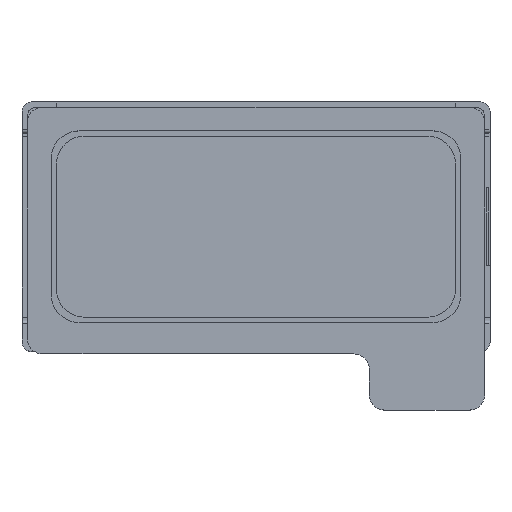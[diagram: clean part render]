
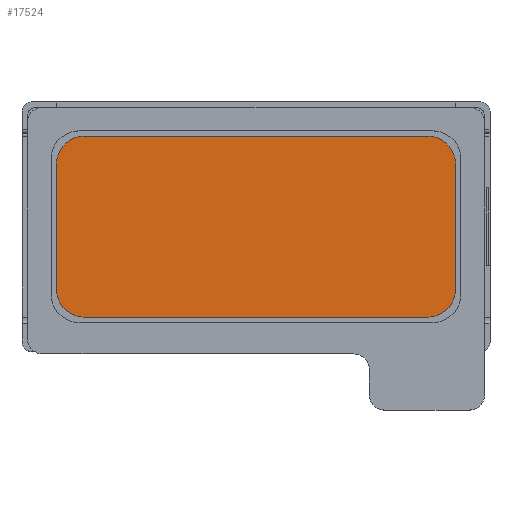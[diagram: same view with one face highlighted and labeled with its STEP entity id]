
A CAD part, top view. The second image highlights one B-rep face of the part: STEP entity #17524.
In plain terms, the highlighted planar face has unit normal (0, 0, 1).
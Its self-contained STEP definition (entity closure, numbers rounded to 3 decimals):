
#695 = CARTESIAN_POINT ( 'NONE',  ( -5.35, 1.85, 2.364 ) ) ;
#941 = AXIS2_PLACEMENT_3D ( 'NONE', #695, #17331, #13319 ) ;
#957 = VECTOR ( 'NONE', #15847, 1000. ) ;
#1130 = AXIS2_PLACEMENT_3D ( 'NONE', #16702, #12342, #11099 ) ;
#1504 = VERTEX_POINT ( 'NONE', #10561 ) ;
#1708 = CARTESIAN_POINT ( 'NONE',  ( -5.5, 2.9, 2.364 ) ) ;
#1813 = EDGE_CURVE ( 'NONE', #15402, #7357, #14139, .T. ) ;
#2402 = FACE_OUTER_BOUND ( 'NONE', #16804, .T. ) ;
#2681 = CARTESIAN_POINT ( 'NONE',  ( -6.4, 1.85, 2.364 ) ) ;
#2845 = CIRCLE ( 'NONE', #3123, 0.9 ) ;
#3123 = AXIS2_PLACEMENT_3D ( 'NONE', #6437, #7925, #14822 ) ;
#3407 = EDGE_CURVE ( 'NONE', #1504, #9691, #12512, .T. ) ;
#3422 = PLANE ( 'NONE',  #941 ) ;
#3788 = CIRCLE ( 'NONE', #4890, 0.9 ) ;
#4215 = CIRCLE ( 'NONE', #1130, 0.9 ) ;
#4376 = ORIENTED_EDGE ( 'NONE', *, *, #5182, .F. ) ;
#4394 = CARTESIAN_POINT ( 'NONE',  ( -6.4, 2., 2.364 ) ) ;
#4761 = CARTESIAN_POINT ( 'NONE',  ( 5.5, -2., 2.364 ) ) ;
#4890 = AXIS2_PLACEMENT_3D ( 'NONE', #14836, #7749, #11805 ) ;
#5005 = CARTESIAN_POINT ( 'NONE',  ( 5.5, 2.9, 2.364 ) ) ;
#5058 = ORIENTED_EDGE ( 'NONE', *, *, #13585, .F. ) ;
#5141 = VECTOR ( 'NONE', #8143, 1000. ) ;
#5182 = EDGE_CURVE ( 'NONE', #8930, #7651, #14178, .T. ) ;
#5206 = CARTESIAN_POINT ( 'NONE',  ( -5.5, -2.9, 2.364 ) ) ;
#5489 = ORIENTED_EDGE ( 'NONE', *, *, #15102, .F. ) ;
#6015 = EDGE_CURVE ( 'NONE', #16235, #8930, #3788, .T. ) ;
#6128 = VECTOR ( 'NONE', #8040, 1000. ) ;
#6437 = CARTESIAN_POINT ( 'NONE',  ( 5.5, 2., 2.364 ) ) ;
#6700 = CARTESIAN_POINT ( 'NONE',  ( 5.5, -2.9, 2.364 ) ) ;
#6949 = CARTESIAN_POINT ( 'NONE',  ( 6.4, 2., 2.364 ) ) ;
#7357 = VERTEX_POINT ( 'NONE', #5005 ) ;
#7532 = ORIENTED_EDGE ( 'NONE', *, *, #12484, .F. ) ;
#7651 = VERTEX_POINT ( 'NONE', #4394 ) ;
#7749 = DIRECTION ( 'NONE',  ( 0., 0., -1. ) ) ;
#7925 = DIRECTION ( 'NONE',  ( 0., 0., -1. ) ) ;
#8040 = DIRECTION ( 'NONE',  ( -1., 0., 0. ) ) ;
#8143 = DIRECTION ( 'NONE',  ( 0., 1., 0. ) ) ;
#8706 = DIRECTION ( 'NONE',  ( 1., 0., 0. ) ) ;
#8930 = VERTEX_POINT ( 'NONE', #10835 ) ;
#8941 = DIRECTION ( 'NONE',  ( 0., 0., -1. ) ) ;
#9582 = ORIENTED_EDGE ( 'NONE', *, *, #3407, .F. ) ;
#9691 = VERTEX_POINT ( 'NONE', #6700 ) ;
#10561 = CARTESIAN_POINT ( 'NONE',  ( 6.4, -2., 2.364 ) ) ;
#10571 = ORIENTED_EDGE ( 'NONE', *, *, #15030, .F. ) ;
#10835 = CARTESIAN_POINT ( 'NONE',  ( -6.4, -2., 2.364 ) ) ;
#11099 = DIRECTION ( 'NONE',  ( 1., 0., 0. ) ) ;
#11805 = DIRECTION ( 'NONE',  ( 1., 0., 0. ) ) ;
#11922 = DIRECTION ( 'NONE',  ( 0., -1., 0. ) ) ;
#12342 = DIRECTION ( 'NONE',  ( 0., 0., -1. ) ) ;
#12484 = EDGE_CURVE ( 'NONE', #14706, #1504, #12829, .T. ) ;
#12512 = CIRCLE ( 'NONE', #15661, 0.9 ) ;
#12829 = LINE ( 'NONE', #14753, #14605 ) ;
#13319 = DIRECTION ( 'NONE',  ( 1., 0., 0. ) ) ;
#13585 = EDGE_CURVE ( 'NONE', #7651, #15402, #4215, .T. ) ;
#14139 = LINE ( 'NONE', #17195, #957 ) ;
#14178 = LINE ( 'NONE', #2681, #5141 ) ;
#14605 = VECTOR ( 'NONE', #11922, 1000. ) ;
#14706 = VERTEX_POINT ( 'NONE', #6949 ) ;
#14737 = ORIENTED_EDGE ( 'NONE', *, *, #6015, .F. ) ;
#14753 = CARTESIAN_POINT ( 'NONE',  ( 6.4, -1.85, 2.364 ) ) ;
#14822 = DIRECTION ( 'NONE',  ( 1., 0., 0. ) ) ;
#14836 = CARTESIAN_POINT ( 'NONE',  ( -5.5, -2., 2.364 ) ) ;
#15030 = EDGE_CURVE ( 'NONE', #7357, #14706, #2845, .T. ) ;
#15084 = CARTESIAN_POINT ( 'NONE',  ( -5.5, -2.9, 2.364 ) ) ;
#15101 = ORIENTED_EDGE ( 'NONE', *, *, #1813, .F. ) ;
#15102 = EDGE_CURVE ( 'NONE', #9691, #16235, #16923, .T. ) ;
#15402 = VERTEX_POINT ( 'NONE', #1708 ) ;
#15661 = AXIS2_PLACEMENT_3D ( 'NONE', #4761, #8941, #8706 ) ;
#15847 = DIRECTION ( 'NONE',  ( 1., 0., 0. ) ) ;
#16235 = VERTEX_POINT ( 'NONE', #15084 ) ;
#16702 = CARTESIAN_POINT ( 'NONE',  ( -5.5, 2., 2.364 ) ) ;
#16804 = EDGE_LOOP ( 'NONE', ( #9582, #7532, #10571, #15101, #5058, #4376, #14737, #5489 ) ) ;
#16923 = LINE ( 'NONE', #5206, #6128 ) ;
#17195 = CARTESIAN_POINT ( 'NONE',  ( -5.5, 2.9, 2.364 ) ) ;
#17331 = DIRECTION ( 'NONE',  ( 0., 0., 1. ) ) ;
#17524 = ADVANCED_FACE ( 'NONE', ( #2402 ), #3422, .T. ) ;
